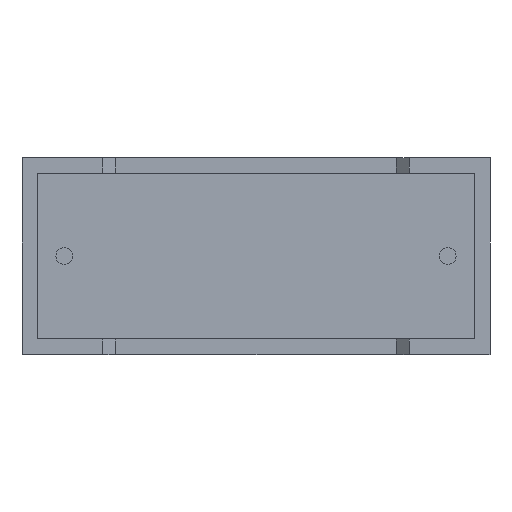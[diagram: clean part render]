
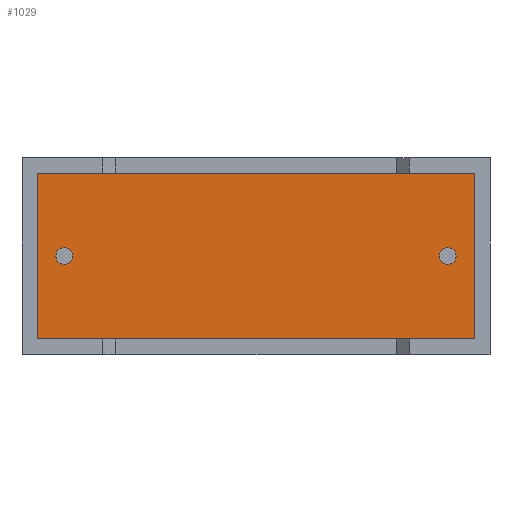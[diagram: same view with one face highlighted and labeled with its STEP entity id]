
A CAD part, front view. The second image highlights one B-rep face of the part: STEP entity #1029.
In plain terms, the highlighted planar face has unit normal (0, -1, 0).
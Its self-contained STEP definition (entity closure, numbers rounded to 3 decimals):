
#53 = EDGE_CURVE ( 'NONE', #1447, #1615, #2318, .T. ) ;
#80 = ORIENTED_EDGE ( 'NONE', *, *, #1827, .T. ) ;
#188 = EDGE_LOOP ( 'NONE', ( #324, #636 ) ) ;
#213 = CARTESIAN_POINT ( 'NONE',  ( 17.69, 0.75, 0.61 ) ) ;
#219 = CARTESIAN_POINT ( 'NONE',  ( 1.65, 0.75, 3.525 ) ) ;
#234 = EDGE_CURVE ( 'NONE', #1462, #468, #1317, .T. ) ;
#297 = AXIS2_PLACEMENT_3D ( 'NONE', #2894, #1011, #766 ) ;
#304 = AXIS2_PLACEMENT_3D ( 'NONE', #2094, #1356, #661 ) ;
#324 = ORIENTED_EDGE ( 'NONE', *, *, #2014, .F. ) ;
#341 = AXIS2_PLACEMENT_3D ( 'NONE', #1260, #1970, #2981 ) ;
#461 = CARTESIAN_POINT ( 'NONE',  ( 16.65, 0.75, 4.175 ) ) ;
#468 = VERTEX_POINT ( 'NONE', #1351 ) ;
#567 = EDGE_LOOP ( 'NONE', ( #1345, #2248, #80, #2689 ) ) ;
#585 = VECTOR ( 'NONE', #2998, 1000. ) ;
#636 = ORIENTED_EDGE ( 'NONE', *, *, #53, .F. ) ;
#661 = DIRECTION ( 'NONE',  ( 0., 0., -1. ) ) ;
#672 = DIRECTION ( 'NONE',  ( -1., 0., 0. ) ) ;
#717 = DIRECTION ( 'NONE',  ( 0., 0., -1. ) ) ;
#722 = DIRECTION ( 'NONE',  ( 0., 0., -1. ) ) ;
#766 = DIRECTION ( 'NONE',  ( 0., 0., -1. ) ) ;
#791 = VECTOR ( 'NONE', #672, 1000. ) ;
#841 = EDGE_CURVE ( 'NONE', #1264, #1783, #2419, .T. ) ;
#928 = CARTESIAN_POINT ( 'NONE',  ( 16.65, 0.75, 3.525 ) ) ;
#944 = DIRECTION ( 'NONE',  ( 0., -1., 0. ) ) ;
#987 = EDGE_LOOP ( 'NONE', ( #2511, #2549 ) ) ;
#1011 = DIRECTION ( 'NONE',  ( 0., -1., 0. ) ) ;
#1029 = ADVANCED_FACE ( 'NONE', ( #2609, #1904, #2851 ), #1948, .T. ) ;
#1121 = EDGE_CURVE ( 'NONE', #468, #1607, #1325, .T. ) ;
#1207 = VERTEX_POINT ( 'NONE', #1372 ) ;
#1260 = CARTESIAN_POINT ( 'NONE',  ( 16.65, 0.75, 3.85 ) ) ;
#1264 = VERTEX_POINT ( 'NONE', #928 ) ;
#1317 = LINE ( 'NONE', #2003, #585 ) ;
#1325 = LINE ( 'NONE', #1521, #2916 ) ;
#1327 = DIRECTION ( 'NONE',  ( 0., 0., 1. ) ) ;
#1345 = ORIENTED_EDGE ( 'NONE', *, *, #234, .T. ) ;
#1351 = CARTESIAN_POINT ( 'NONE',  ( 0.61, 0.75, 0.61 ) ) ;
#1356 = DIRECTION ( 'NONE',  ( 0., -1., 0. ) ) ;
#1372 = CARTESIAN_POINT ( 'NONE',  ( 17.69, 0.75, 7.09 ) ) ;
#1447 = VERTEX_POINT ( 'NONE', #219 ) ;
#1462 = VERTEX_POINT ( 'NONE', #2063 ) ;
#1498 = CIRCLE ( 'NONE', #2085, 0.325 ) ;
#1521 = CARTESIAN_POINT ( 'NONE',  ( 0.61, 0.75, 0.61 ) ) ;
#1591 = EDGE_CURVE ( 'NONE', #1783, #1264, #2269, .T. ) ;
#1607 = VERTEX_POINT ( 'NONE', #213 ) ;
#1615 = VERTEX_POINT ( 'NONE', #3029 ) ;
#1687 = EDGE_CURVE ( 'NONE', #1207, #1462, #2122, .T. ) ;
#1692 = CARTESIAN_POINT ( 'NONE',  ( 1.65, 0.75, 3.85 ) ) ;
#1783 = VERTEX_POINT ( 'NONE', #461 ) ;
#1827 = EDGE_CURVE ( 'NONE', #1607, #1207, #2552, .T. ) ;
#1904 = FACE_OUTER_BOUND ( 'NONE', #567, .T. ) ;
#1910 = CARTESIAN_POINT ( 'NONE',  ( 1.65, 0.75, 3.85 ) ) ;
#1924 = DIRECTION ( 'NONE',  ( 0., -1., 0. ) ) ;
#1948 = PLANE ( 'NONE',  #297 ) ;
#1970 = DIRECTION ( 'NONE',  ( 0., -1., 0. ) ) ;
#2000 = DIRECTION ( 'NONE',  ( 1., 0., 0. ) ) ;
#2003 = CARTESIAN_POINT ( 'NONE',  ( 0.61, 0.75, 7.09 ) ) ;
#2014 = EDGE_CURVE ( 'NONE', #1615, #1447, #1498, .T. ) ;
#2063 = CARTESIAN_POINT ( 'NONE',  ( 0.61, 0.75, 7.09 ) ) ;
#2085 = AXIS2_PLACEMENT_3D ( 'NONE', #1692, #944, #717 ) ;
#2094 = CARTESIAN_POINT ( 'NONE',  ( 16.65, 0.75, 3.85 ) ) ;
#2122 = LINE ( 'NONE', #2141, #791 ) ;
#2141 = CARTESIAN_POINT ( 'NONE',  ( 17.69, 0.75, 7.09 ) ) ;
#2216 = AXIS2_PLACEMENT_3D ( 'NONE', #1910, #1924, #722 ) ;
#2248 = ORIENTED_EDGE ( 'NONE', *, *, #1121, .T. ) ;
#2262 = CARTESIAN_POINT ( 'NONE',  ( 17.69, 0.75, 0.61 ) ) ;
#2269 = CIRCLE ( 'NONE', #304, 0.325 ) ;
#2318 = CIRCLE ( 'NONE', #2216, 0.325 ) ;
#2419 = CIRCLE ( 'NONE', #341, 0.325 ) ;
#2511 = ORIENTED_EDGE ( 'NONE', *, *, #1591, .F. ) ;
#2549 = ORIENTED_EDGE ( 'NONE', *, *, #841, .F. ) ;
#2552 = LINE ( 'NONE', #2262, #2668 ) ;
#2609 = FACE_BOUND ( 'NONE', #987, .T. ) ;
#2668 = VECTOR ( 'NONE', #1327, 1000. ) ;
#2689 = ORIENTED_EDGE ( 'NONE', *, *, #1687, .T. ) ;
#2851 = FACE_BOUND ( 'NONE', #188, .T. ) ;
#2894 = CARTESIAN_POINT ( 'NONE',  ( 0., 0.75, 0. ) ) ;
#2916 = VECTOR ( 'NONE', #2000, 1000. ) ;
#2981 = DIRECTION ( 'NONE',  ( 0., 0., -1. ) ) ;
#2998 = DIRECTION ( 'NONE',  ( 0., 0., -1. ) ) ;
#3029 = CARTESIAN_POINT ( 'NONE',  ( 1.65, 0.75, 4.175 ) ) ;
